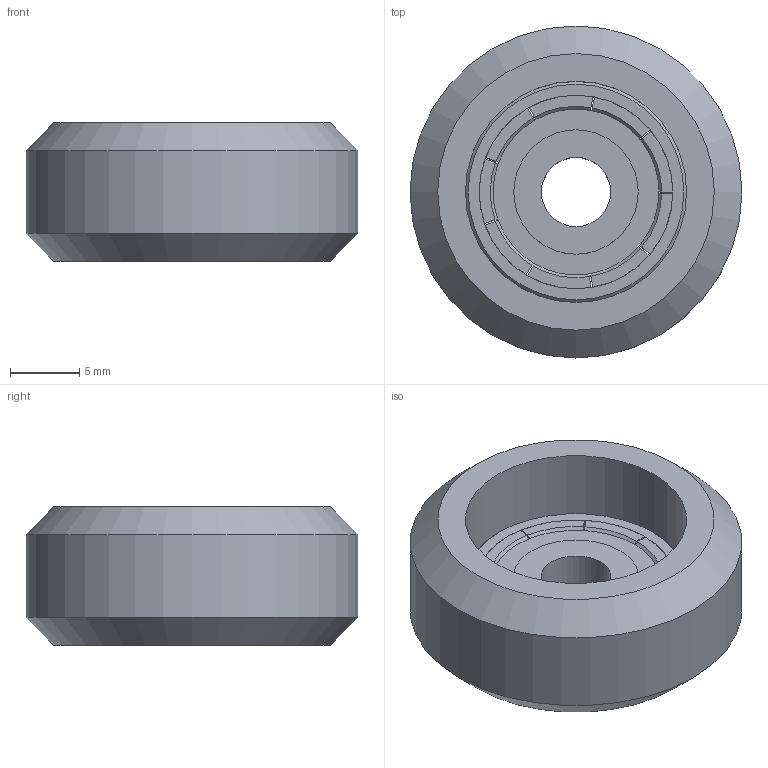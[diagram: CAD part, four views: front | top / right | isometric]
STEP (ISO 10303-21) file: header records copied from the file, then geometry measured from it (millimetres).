
FILE_DESCRIPTION(('FreeCAD Model'),'2;1');
FILE_NAME('Open CASCADE Shape Model','2021-02-21T23:53:56',('FreeCAD'),( 'FreeCAD'),'Open CASCADE STEP processor 7.5','FreeCAD','Unknown');
FILE_SCHEMA(('AUTOMOTIVE_DESIGN { 1 0 10303 214 1 1 1 1 }'));
Length unit declared in the file: millimetre
Products named in the file (8): Open CASCADE STEP translator 7.5 4; Open CASCADE STEP translator 7.5 4.1; Open CASCADE STEP translator 7.5 4.2; Open CASCADE STEP translator 7.5 4.3; Open CASCADE STEP translator 7.5 4.4; Open CASCADE STEP translator 7.5 4.5; Open CASCADE STEP translator 7.5 4.6; Open CASCADE STEP translator 7.5 4.7
Assembly tree (7 placements, depth 2):
  Open CASCADE STEP translator 7.5 4
    Open CASCADE STEP translator 7.5 4.1
    Open CASCADE STEP translator 7.5 4.2
    Open CASCADE STEP translator 7.5 4.3
    Open CASCADE STEP translator 7.5 4.4
    Open CASCADE STEP translator 7.5 4.5
    Open CASCADE STEP translator 7.5 4.6
    Open CASCADE STEP translator 7.5 4.7
Bounding box: 24 x 24 x 10 mm (x, y, z)
Volume: 3986 mm3; surface area: 4540.9 mm2
Topology: 7 solids, 7 shells, 176 faces, 408 edges, 246 vertices
Faces by surface type: plane 86, cylinder 48, cone 42
Full cylindrical faces by diameter (mm): 5 x2, 9 x4, 14 x2, 16 x3, 24 x1
Entity records: 10260 total; most frequent: CARTESIAN_POINT 1812, DIRECTION 1608, ORIENTED_EDGE 816, PCURVE 816, DEFINITIONAL_REPRESENTATION 816, LINE 724, VECTOR 724, EDGE_CURVE 408
